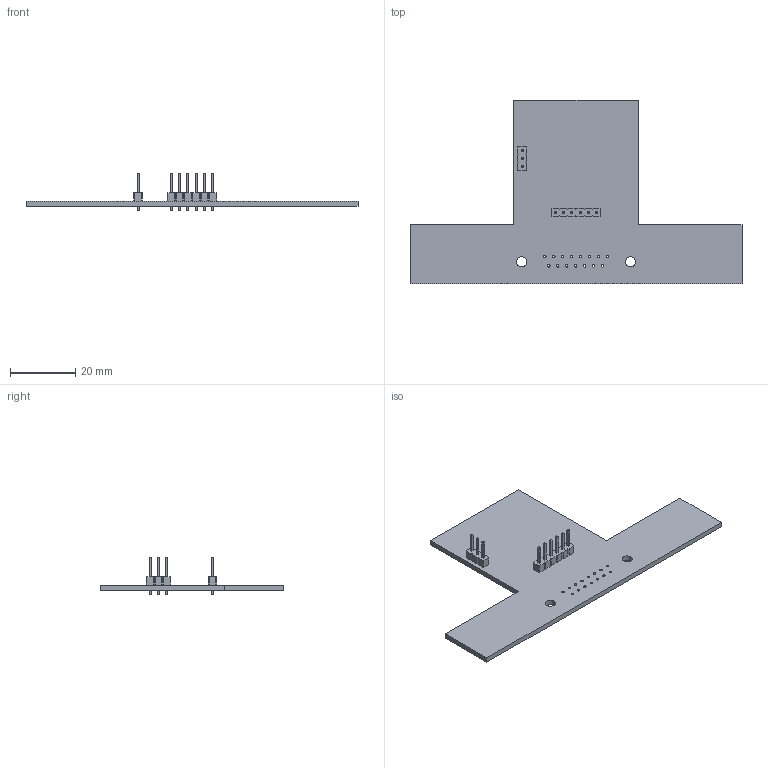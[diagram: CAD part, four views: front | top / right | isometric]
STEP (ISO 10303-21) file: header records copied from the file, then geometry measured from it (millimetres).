
FILE_DESCRIPTION(('KiCad electronic assembly'),'2;1');
FILE_NAME('Sensor_Data_Aggregation_Board.step','2021-03-12T11:27:13',( 'An Author'),('A Company'),'Open CASCADE STEP processor 7.4', 'KiCad to STEP converter','Unknown');
FILE_SCHEMA(('AUTOMOTIVE_DESIGN { 1 0 10303 214 1 1 1 1 }'));
Length unit declared in the file: millimetre
Products named in the file (6): Open CASCADE STEP translator 7.4 1; PinHeader_1x03_P2.54mm_Vertical; SOLID; PinHeader_1x06_P2.54mm_Vertical; COMPOUND
Assembly tree (5 placements, depth 3):
  Open CASCADE STEP translator 7.4 1
    PinHeader_1x03_P2.54mm_Vertical
      SOLID
    PinHeader_1x06_P2.54mm_Vertical
      SOLID
    COMPOUND
Bounding box: 101.6 x 56.2 x 11.54 mm (x, y, z)
Volume: 5395.7 mm3; surface area: 7624.4 mm2
Topology: 3 solids, 3 shells, 260 faces, 636 edges, 400 vertices
Faces by surface type: plane 234, cylinder 26
Full cylindrical faces by diameter (mm): 0.762 x15, 1 x9, 3.1 x2
Entity records: 17495 total; most frequent: CARTESIAN_POINT 2574, DIRECTION 2492, LINE 1804, VECTOR 1804, ORIENTED_EDGE 1272, PCURVE 1272, DEFINITIONAL_REPRESENTATION 1272, EDGE_CURVE 636
